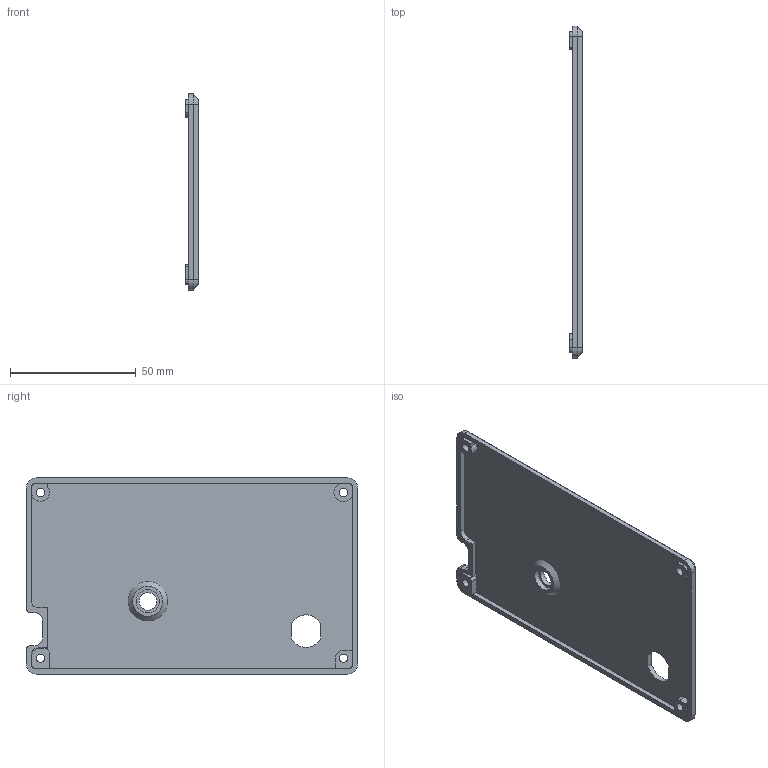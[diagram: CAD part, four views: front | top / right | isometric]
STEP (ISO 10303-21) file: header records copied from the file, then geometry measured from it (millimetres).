
FILE_DESCRIPTION(/* description */ ('','CAx-IF Rec.Pracs.---Representation and Presentation of Product Manufacturing Information (PMI)---4.0---2014-10-13'),/* implementation_level */ '2;1');
FILE_NAME(/* name */ 'Top Box Control V4+Power.step',/* time_stamp */ '2025-01-04T20:20:06+01:00',/* author */ (''),/* organization */ (''),/* preprocessor_version */ 'ST-DEVELOPER v20',/* originating_system */ 'Autodesk Translation Framework v13.20.0.188',/* authorisation */ '');
FILE_SCHEMA (('AP242_MANAGED_MODEL_BASED_3D_ENGINEERING_MIM_LF { 1 0 10303 442 1 1 4 }'));
Length unit declared in the file: millimetre
Products named in the file (1): Top Box PCB Control and Power
Bounding box: 4.85 x 132 x 78 mm (x, y, z)
Volume: 21471.4 mm3; surface area: 25186.3 mm2
Topology: 21 solids, 21 shells, 723 faces, 1931 edges, 1283 vertices
Faces by surface type: plane 475, bspline 208, cylinder 33, cone 7
Full cylindrical faces by diameter (mm): 3.3 x4, 7 x1, 9.2 x1, 12 x1
Entity records: 24237 total; most frequent: CARTESIAN_POINT 7474, ORIENTED_EDGE 3862, DIRECTION 2622, EDGE_CURVE 1931, LINE 1440, VECTOR 1440, VERTEX_POINT 1283, EDGE_LOOP 780
